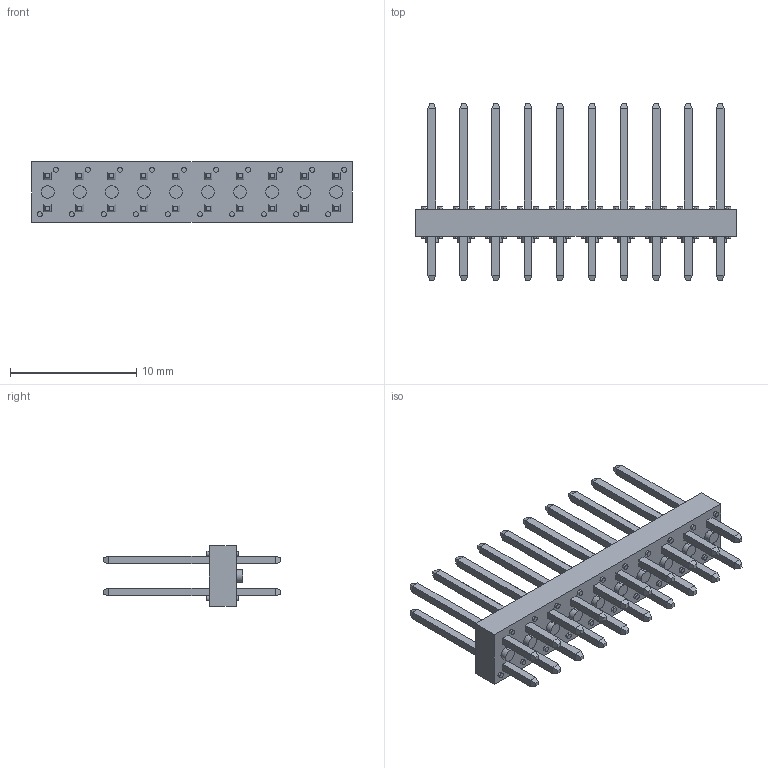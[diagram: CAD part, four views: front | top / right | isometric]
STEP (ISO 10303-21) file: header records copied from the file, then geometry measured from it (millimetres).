
FILE_DESCRIPTION (( 'STEP AP214' ), '1' );
FILE_NAME ('10076801-406T20LF.STEP', '2022-05-11T12:14:47', ( '' ), ( '' ), 'SwSTEP 2.0', 'SolidWorks 2017', '' );
FILE_SCHEMA (( 'AUTOMOTIVE_DESIGN' ));
Length unit declared in the file: millimetre
Products named in the file (3): 10076801-406T20LF; Body^10076801 Tin ASS_20; Pin^10076801 Tin ASS
Assembly tree (21 placements, depth 2):
  10076801-406T20LF
    Body^10076801 Tin ASS_20
    Pin^10076801 Tin ASS  x20
Bounding box: 25.4 x 14.04 x 4.83 mm (x, y, z)
Volume: 356.4 mm3; surface area: 1183.9 mm2
Topology: 21 solids, 21 shells, 516 faces, 1112 edges, 688 vertices
Faces by surface type: plane 416, cylinder 100
Entity records: 7482 total; most frequent: DIRECTION 1328, CARTESIAN_POINT 1238, ORIENTED_EDGE 1160, EDGE_CURVE 580, AXIS2_PLACEMENT_3D 474, VERTEX_POINT 384, VECTOR 380, LINE 380
